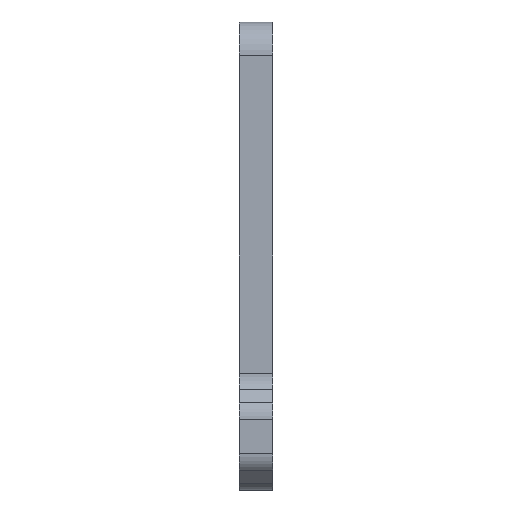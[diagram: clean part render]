
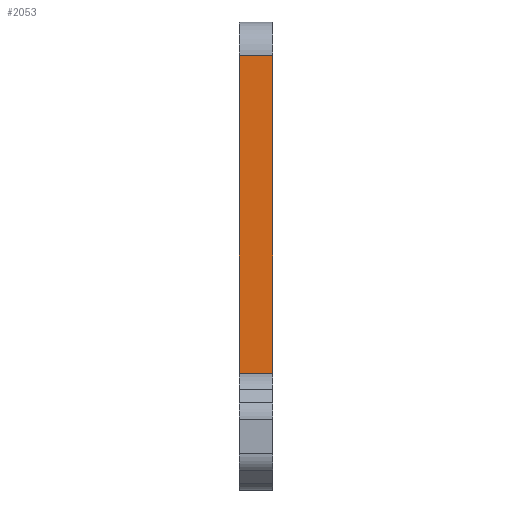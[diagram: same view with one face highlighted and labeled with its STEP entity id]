
A CAD part, left-side view. The second image highlights one B-rep face of the part: STEP entity #2053.
In plain terms, the highlighted planar face has unit normal (-1, 0, 0).
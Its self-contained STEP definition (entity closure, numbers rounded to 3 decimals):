
#283=FACE_OUTER_BOUND('',#431,.T.);
#431=EDGE_LOOP('',(#1781,#1782,#1783,#1784));
#580=LINE('',#3284,#770);
#593=LINE('',#3330,#783);
#610=LINE('',#3395,#800);
#631=LINE('',#3468,#821);
#770=VECTOR('',#2660,10.);
#783=VECTOR('',#2699,10.);
#800=VECTOR('',#2760,10.);
#821=VECTOR('',#2833,10.);
#967=VERTEX_POINT('',#3277);
#970=VERTEX_POINT('',#3282);
#990=VERTEX_POINT('',#3328);
#1016=VERTEX_POINT('',#3394);
#1214=EDGE_CURVE('',#970,#967,#580,.T.);
#1237=EDGE_CURVE('',#970,#990,#593,.T.);
#1273=EDGE_CURVE('',#967,#1016,#610,.T.);
#1311=EDGE_CURVE('',#1016,#990,#631,.T.);
#1781=ORIENTED_EDGE('',*,*,#1214,.F.);
#1782=ORIENTED_EDGE('',*,*,#1237,.T.);
#1783=ORIENTED_EDGE('',*,*,#1311,.F.);
#1784=ORIENTED_EDGE('',*,*,#1273,.F.);
#1964=PLANE('',#2279);
#2053=ADVANCED_FACE('',(#283),#1964,.T.);
#2279=AXIS2_PLACEMENT_3D('',#3470,#2835,#2836);
#2660=DIRECTION('',(0.,1.,0.));
#2699=DIRECTION('',(0.,0.,1.));
#2760=DIRECTION('',(0.,0.,1.));
#2833=DIRECTION('',(0.,-1.,0.));
#2835=DIRECTION('center_axis',(-1.,0.,0.));
#2836=DIRECTION('ref_axis',(0.,0.,1.));
#3277=CARTESIAN_POINT('',(-50.,5.,-52.55));
#3282=CARTESIAN_POINT('',(-50.,0.,-52.55));
#3284=CARTESIAN_POINT('',(-50.,2.5,-52.55));
#3328=CARTESIAN_POINT('',(-50.,0.,-5.));
#3330=CARTESIAN_POINT('',(-50.,0.,-25.));
#3394=CARTESIAN_POINT('',(-50.,5.,-5.));
#3395=CARTESIAN_POINT('',(-50.,5.,-25.));
#3468=CARTESIAN_POINT('',(-50.,0.,-5.));
#3470=CARTESIAN_POINT('Origin',(-50.,0.,-70.));
